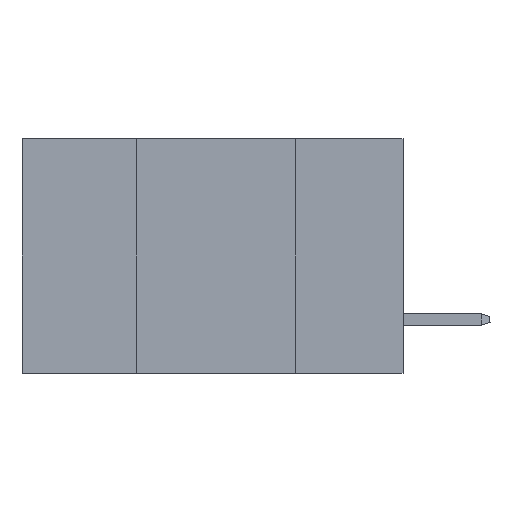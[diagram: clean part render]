
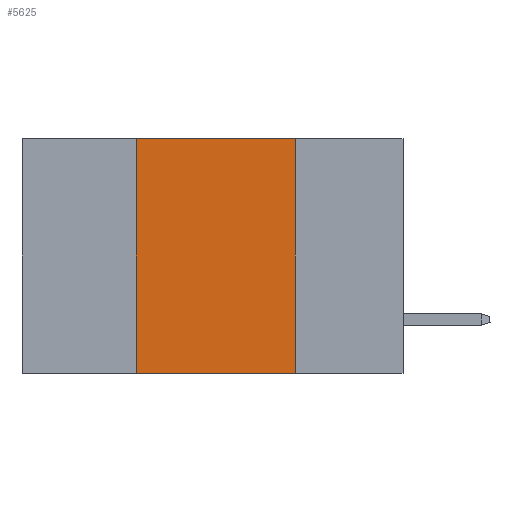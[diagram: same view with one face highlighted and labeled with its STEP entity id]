
A CAD part, left-side view. The second image highlights one B-rep face of the part: STEP entity #5625.
In plain terms, the highlighted planar face has unit normal (-1, 0, 0).
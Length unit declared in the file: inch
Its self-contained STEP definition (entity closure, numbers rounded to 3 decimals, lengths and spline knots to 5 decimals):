
#1352 = VERTEX_POINT ( 'NONE', #15932 ) ;
#2987 = VERTEX_POINT ( 'NONE', #27627 ) ;
#4188 = CARTESIAN_POINT ( 'NONE',  ( 0., 0.6, 0. ) ) ;
#5008 = VECTOR ( 'NONE', #25541, 39.37008 ) ;
#5625 = ADVANCED_FACE ( 'NONE', ( #31731 ), #16313, .F. ) ;
#7656 = CARTESIAN_POINT ( 'NONE',  ( 0., 0.6, -0.37 ) ) ;
#8167 = CARTESIAN_POINT ( 'NONE',  ( 0., 0.42, 0. ) ) ;
#8787 = EDGE_CURVE ( 'NONE', #32111, #22309, #33993, .T. ) ;
#9976 = ORIENTED_EDGE ( 'NONE', *, *, #21457, .F. ) ;
#10444 = AXIS2_PLACEMENT_3D ( 'NONE', #37203, #10484, #34074 ) ;
#10484 = DIRECTION ( 'NONE',  ( 1., 0., 0. ) ) ;
#10584 = DIRECTION ( 'NONE',  ( 0., -1., 0. ) ) ;
#12350 = ORIENTED_EDGE ( 'NONE', *, *, #8787, .T. ) ;
#15932 = CARTESIAN_POINT ( 'NONE',  ( 0., 0.17, 0. ) ) ;
#16313 = PLANE ( 'NONE',  #10444 ) ;
#17002 = CARTESIAN_POINT ( 'NONE',  ( 0., 0.17, 0. ) ) ;
#17992 = ORIENTED_EDGE ( 'NONE', *, *, #33488, .F. ) ;
#18315 = EDGE_CURVE ( 'NONE', #1352, #22309, #38390, .T. ) ;
#19521 = EDGE_LOOP ( 'NONE', ( #22042, #17992, #9976, #12350 ) ) ;
#21457 = EDGE_CURVE ( 'NONE', #32111, #2987, #37444, .T. ) ;
#22042 = ORIENTED_EDGE ( 'NONE', *, *, #18315, .F. ) ;
#22309 = VERTEX_POINT ( 'NONE', #34421 ) ;
#23867 = VECTOR ( 'NONE', #10584, 39.37008 ) ;
#24697 = CARTESIAN_POINT ( 'NONE',  ( 0., 0.42, -0.37 ) ) ;
#25541 = DIRECTION ( 'NONE',  ( 0., 0., 1. ) ) ;
#27627 = CARTESIAN_POINT ( 'NONE',  ( 0., 0.42, 0. ) ) ;
#31440 = DIRECTION ( 'NONE',  ( 0., 0., -1. ) ) ;
#31731 = FACE_OUTER_BOUND ( 'NONE', #19521, .T. ) ;
#32111 = VERTEX_POINT ( 'NONE', #24697 ) ;
#32757 = DIRECTION ( 'NONE',  ( 0., -1., 0. ) ) ;
#32936 = LINE ( 'NONE', #4188, #36169 ) ;
#33488 = EDGE_CURVE ( 'NONE', #2987, #1352, #32936, .T. ) ;
#33993 = LINE ( 'NONE', #7656, #23867 ) ;
#34074 = DIRECTION ( 'NONE',  ( 0., 0., -1. ) ) ;
#34421 = CARTESIAN_POINT ( 'NONE',  ( 0., 0.17, -0.37 ) ) ;
#34457 = VECTOR ( 'NONE', #31440, 39.37008 ) ;
#36169 = VECTOR ( 'NONE', #32757, 39.37008 ) ;
#37203 = CARTESIAN_POINT ( 'NONE',  ( 0., 0.6, 0. ) ) ;
#37444 = LINE ( 'NONE', #8167, #5008 ) ;
#38390 = LINE ( 'NONE', #17002, #34457 ) ;
